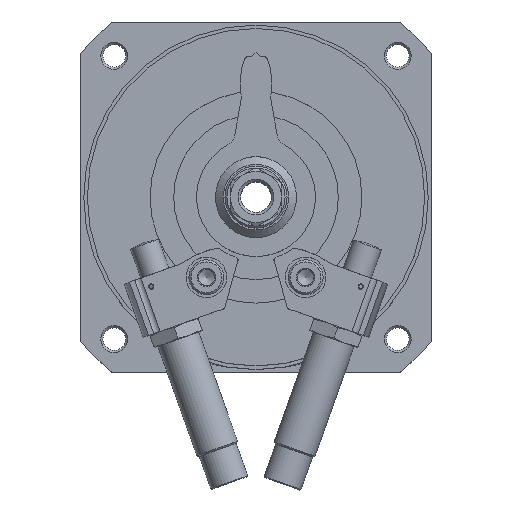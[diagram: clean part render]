
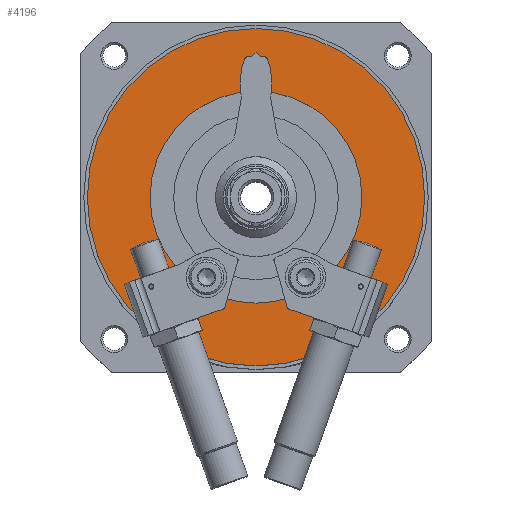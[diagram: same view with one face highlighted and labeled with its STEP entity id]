
A CAD part, top view. The second image highlights one B-rep face of the part: STEP entity #4196.
In plain terms, the highlighted face is planar.
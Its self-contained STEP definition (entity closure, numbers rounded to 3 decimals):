
#185=PLANE('',#4629);
#814=ORIENTED_EDGE('',*,*,#1852,.F.);
#815=ORIENTED_EDGE('',*,*,#1853,.T.);
#1852=EDGE_CURVE('',#2381,#2381,#2786,.T.);
#1853=EDGE_CURVE('',#2382,#2382,#2787,.T.);
#2381=VERTEX_POINT('',#6792);
#2382=VERTEX_POINT('',#6794);
#2786=CIRCLE('',#4630,62.5);
#2787=CIRCLE('',#4631,39.25);
#3105=EDGE_LOOP('',(#814));
#3106=EDGE_LOOP('',(#815));
#3610=FACE_BOUND('',#3105,.T.);
#3611=FACE_BOUND('',#3106,.T.);
#4196=ADVANCED_FACE('',(#3610,#3611),#185,.F.);
#4629=AXIS2_PLACEMENT_3D('',#6790,#5325,#5326);
#4630=AXIS2_PLACEMENT_3D('',#6791,#5327,#5328);
#4631=AXIS2_PLACEMENT_3D('',#6793,#5329,#5330);
#5325=DIRECTION('',(1.,0.,0.));
#5326=DIRECTION('',(0.,0.,-1.));
#5327=DIRECTION('',(1.,0.,0.));
#5328=DIRECTION('',(0.,0.,-1.));
#5329=DIRECTION('',(1.,0.,0.));
#5330=DIRECTION('',(0.,0.,-1.));
#6790=CARTESIAN_POINT('',(-69.,0.,0.));
#6791=CARTESIAN_POINT('',(-69.,0.,0.));
#6792=CARTESIAN_POINT('',(-69.,0.,-62.5));
#6793=CARTESIAN_POINT('',(-69.,0.,0.));
#6794=CARTESIAN_POINT('',(-69.,0.,-39.25));
